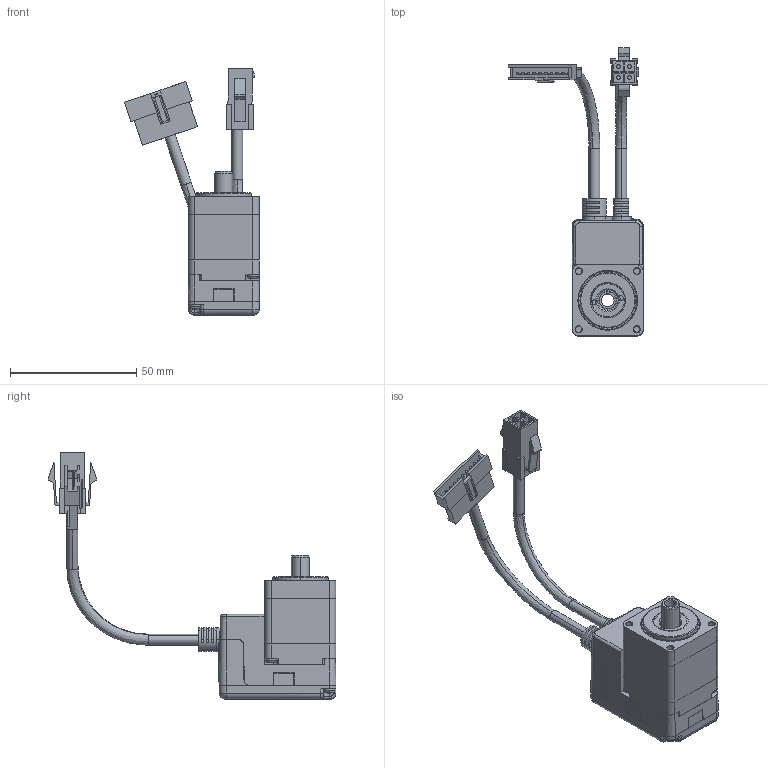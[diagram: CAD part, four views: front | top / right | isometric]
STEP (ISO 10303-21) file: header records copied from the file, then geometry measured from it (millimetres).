
FILE_DESCRIPTION (( 'STEP AP203' ), '1' );
FILE_NAME ('P74-MO-028-03-R00.STEP', '2019-02-07T03:51:33', ( '' ), ( '' ), 'SwSTEP 2.0', 'SolidWorks 2013', '' );
FILE_SCHEMA (( 'CONFIG_CONTROL_DESIGN' ));
Length unit declared in the file: millimetre
Products named in the file (21): 12-015-1(11H2034_X2_524D9AA867B66539_X0_); M1A-EC-028-03-R00; 12-053(PCB_X2_677F_X0_); 01-162-2_X2_5F1551FA7EBF4E1D67467535673A540E76D6_X0_; M74-EC-028-02-R00; 12-054-1 2 3(_X2_540E5F1551FA7EBF9AA867B6FF09_X0_; 04-411-1; 42陝 賅攪瞪錳摹_ル遽; 02-149-1(11H2034 1A_X2_5B9A5B50603B6210_X0_); 07-002_X2_FF08_X0_11H2034_X2_78C194A2FF09_X0_; 28阿 浚内歹 啊悼屈 纳捞喉_钎霖; 01-161-2_X2_4E1D67467535673A524D76D6_X0_; 03-225-4(6.3_X2_8F6C5B5078E8524A_X0_8_X2_FF09_X0_; P74-MO-028-03-R00; 10-002(_X2_8C03657457AB_X0_); _X2_535553E0539A8F6C5B50603B6210_X0_; 06-007_X2_98847D27_X0_; 07-009(687ZZ); pan cross head_ks_KS 1023 PC- M2.5 x 25-N; 02-145-2_X2_FF08_X0_28_X2_5355539A7EA78FDB6A215B9A5B5078E8524AFF09_X0_; pan cross head_ks_KS 1023 PC- M2.6 x 20-N
Assembly tree (24 placements, depth 3):
  P74-MO-028-03-R00
    01-162-2_X2_5F1551FA7EBF4E1D67467535673A540E76D6_X0_
    _X2_535553E0539A8F6C5B50603B6210_X0_
      04-411-1
      07-002_X2_FF08_X0_11H2034_X2_78C194A2FF09_X0_
      03-225-4(6.3_X2_8F6C5B5078E8524A_X0_8_X2_FF09_X0_  x2
    07-009(687ZZ)  x2
    02-149-1(11H2034 1A_X2_5B9A5B50603B6210_X0_)
      02-145-2_X2_FF08_X0_28_X2_5355539A7EA78FDB6A215B9A5B5078E8524AFF09_X0_
      12-015-1(11H2034_X2_524D9AA867B66539_X0_)
      12-053(PCB_X2_677F_X0_)
      12-054-1 2 3(_X2_540E5F1551FA7EBF9AA867B6FF09_X0_
    01-161-2_X2_4E1D67467535673A524D76D6_X0_
    10-002(_X2_8C03657457AB_X0_)
    06-007_X2_98847D27_X0_
    pan cross head_ks_KS 1023 PC- M2.5 x 25-N  x2
    pan cross head_ks_KS 1023 PC- M2.6 x 20-N  x2
    M1A-EC-028-03-R00
    M74-EC-028-02-R00
    42陝 賅攪瞪錳摹_ル遽
    28阿 浚内歹 啊悼屈 纳捞喉_钎霖
Bounding box: 53.44 x 113.98 x 97.6 mm (x, y, z)
Volume: 33194.5 mm3; surface area: 48206.4 mm2
Topology: 38 solids, 38 shells, 2939 faces, 8231 edges, 5417 vertices
Faces by surface type: plane 1518, cylinder 1244, cone 104, bspline 47, torus 16, sphere 10
Entity records: 91186 total; most frequent: CARTESIAN_POINT 19477, DIRECTION 14752, ORIENTED_EDGE 14676, EDGE_CURVE 7338, AXIS2_PLACEMENT_3D 5070, VERTEX_POINT 4837, VECTOR 4612, LINE 4612
